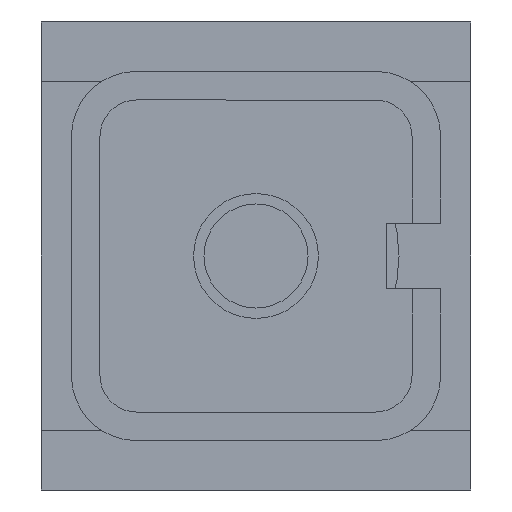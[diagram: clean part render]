
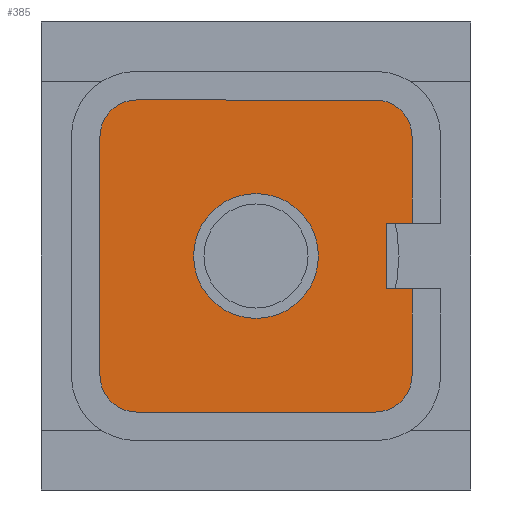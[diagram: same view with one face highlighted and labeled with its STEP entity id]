
A CAD part, front view. The second image highlights one B-rep face of the part: STEP entity #385.
In plain terms, the highlighted planar face has unit normal (0, -1, 0).
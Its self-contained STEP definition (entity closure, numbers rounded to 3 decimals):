
#26 = LINE ( 'NONE', #3317, #3056 ) ;
#59 = EDGE_CURVE ( 'NONE', #456, #2062, #538, .T. ) ;
#66 = DIRECTION ( 'NONE',  ( -1., 0., 0. ) ) ;
#76 = AXIS2_PLACEMENT_3D ( 'NONE', #2152, #128, #3321 ) ;
#95 = CARTESIAN_POINT ( 'NONE',  ( 4.6, 0., 4.6 ) ) ;
#128 = DIRECTION ( 'NONE',  ( 0., -1., 0. ) ) ;
#171 = VERTEX_POINT ( 'NONE', #2549 ) ;
#279 = CARTESIAN_POINT ( 'NONE',  ( 6., 0., -4.6 ) ) ;
#385 = ADVANCED_FACE ( 'NONE', ( #2302, #1602 ), #2386, .T. ) ;
#386 = DIRECTION ( 'NONE',  ( 0., 0., -1. ) ) ;
#449 = VERTEX_POINT ( 'NONE', #1392 ) ;
#456 = VERTEX_POINT ( 'NONE', #3609 ) ;
#481 = VECTOR ( 'NONE', #2444, 1000. ) ;
#498 = ORIENTED_EDGE ( 'NONE', *, *, #3792, .T. ) ;
#538 = CIRCLE ( 'NONE', #1512, 2.4 ) ;
#571 = EDGE_CURVE ( 'NONE', #2439, #449, #769, .T. ) ;
#584 = AXIS2_PLACEMENT_3D ( 'NONE', #2101, #2701, #930 ) ;
#606 = CARTESIAN_POINT ( 'NONE',  ( 4.6, 0., 6. ) ) ;
#612 = ORIENTED_EDGE ( 'NONE', *, *, #1409, .T. ) ;
#629 = DIRECTION ( 'NONE',  ( 0., -1., 0. ) ) ;
#635 = DIRECTION ( 'NONE',  ( 0., -1., 0. ) ) ;
#671 = DIRECTION ( 'NONE',  ( 0., 0., -1. ) ) ;
#717 = CARTESIAN_POINT ( 'NONE',  ( 0., 0., 0. ) ) ;
#757 = CIRCLE ( 'NONE', #76, 1.4 ) ;
#758 = VECTOR ( 'NONE', #2618, 1000. ) ;
#767 = ORIENTED_EDGE ( 'NONE', *, *, #2932, .T. ) ;
#769 = LINE ( 'NONE', #1830, #3702 ) ;
#781 = EDGE_CURVE ( 'NONE', #2439, #2978, #26, .T. ) ;
#794 = ORIENTED_EDGE ( 'NONE', *, *, #781, .T. ) ;
#930 = DIRECTION ( 'NONE',  ( 0., 0., -1. ) ) ;
#1006 = DIRECTION ( 'NONE',  ( 0., 0., -1. ) ) ;
#1017 = LINE ( 'NONE', #1544, #3273 ) ;
#1031 = EDGE_CURVE ( 'NONE', #1077, #449, #3508, .T. ) ;
#1056 = AXIS2_PLACEMENT_3D ( 'NONE', #2397, #629, #2699 ) ;
#1064 = ORIENTED_EDGE ( 'NONE', *, *, #571, .F. ) ;
#1065 = VECTOR ( 'NONE', #3592, 1000. ) ;
#1077 = VERTEX_POINT ( 'NONE', #1733 ) ;
#1166 = AXIS2_PLACEMENT_3D ( 'NONE', #3214, #3004, #671 ) ;
#1197 = EDGE_CURVE ( 'NONE', #2329, #1620, #3648, .T. ) ;
#1221 = AXIS2_PLACEMENT_3D ( 'NONE', #95, #2149, #386 ) ;
#1255 = LINE ( 'NONE', #1510, #3429 ) ;
#1279 = EDGE_CURVE ( 'NONE', #1391, #2329, #1902, .T. ) ;
#1317 = EDGE_CURVE ( 'NONE', #3353, #1391, #1017, .T. ) ;
#1342 = EDGE_CURVE ( 'NONE', #2062, #456, #3194, .T. ) ;
#1391 = VERTEX_POINT ( 'NONE', #2226 ) ;
#1392 = CARTESIAN_POINT ( 'NONE',  ( 1.26, 0., -5. ) ) ;
#1409 = EDGE_CURVE ( 'NONE', #1432, #3741, #1531, .T. ) ;
#1432 = VERTEX_POINT ( 'NONE', #1718 ) ;
#1510 = CARTESIAN_POINT ( 'NONE',  ( -1.26, 0., 4.6 ) ) ;
#1512 = AXIS2_PLACEMENT_3D ( 'NONE', #717, #2783, #1006 ) ;
#1531 = LINE ( 'NONE', #279, #758 ) ;
#1537 = CARTESIAN_POINT ( 'NONE',  ( 4.6, 0., -6. ) ) ;
#1544 = CARTESIAN_POINT ( 'NONE',  ( 4.6, 0., 6. ) ) ;
#1559 = CARTESIAN_POINT ( 'NONE',  ( -4.6, 0., -6. ) ) ;
#1588 = CARTESIAN_POINT ( 'NONE',  ( -6., 0., 4.6 ) ) ;
#1602 = FACE_BOUND ( 'NONE', #1930, .T. ) ;
#1620 = VERTEX_POINT ( 'NONE', #2193 ) ;
#1712 = ORIENTED_EDGE ( 'NONE', *, *, #59, .F. ) ;
#1714 = VERTEX_POINT ( 'NONE', #2747 ) ;
#1718 = CARTESIAN_POINT ( 'NONE',  ( 6., 0., -4.6 ) ) ;
#1732 = ORIENTED_EDGE ( 'NONE', *, *, #2844, .T. ) ;
#1733 = CARTESIAN_POINT ( 'NONE',  ( -1.26, 0., -5. ) ) ;
#1830 = CARTESIAN_POINT ( 'NONE',  ( 1.26, 0., 4.6 ) ) ;
#1902 = CIRCLE ( 'NONE', #3415, 1.4 ) ;
#1930 = EDGE_LOOP ( 'NONE', ( #3356, #1712 ) ) ;
#2051 = DIRECTION ( 'NONE',  ( 0., 0., -1. ) ) ;
#2062 = VERTEX_POINT ( 'NONE', #2173 ) ;
#2089 = DIRECTION ( 'NONE',  ( 0., 0., -1. ) ) ;
#2095 = EDGE_CURVE ( 'NONE', #1077, #1714, #1255, .T. ) ;
#2101 = CARTESIAN_POINT ( 'NONE',  ( -4.6, 0., 4.6 ) ) ;
#2125 = ORIENTED_EDGE ( 'NONE', *, *, #1031, .T. ) ;
#2149 = DIRECTION ( 'NONE',  ( 0., -1., 0. ) ) ;
#2152 = CARTESIAN_POINT ( 'NONE',  ( 4.6, 0., -4.6 ) ) ;
#2173 = CARTESIAN_POINT ( 'NONE',  ( 0., 0., 2.4 ) ) ;
#2193 = CARTESIAN_POINT ( 'NONE',  ( -6., 0., -4.6 ) ) ;
#2198 = DIRECTION ( 'NONE',  ( 0., 0., 1. ) ) ;
#2226 = CARTESIAN_POINT ( 'NONE',  ( -4.6, 0., 6. ) ) ;
#2227 = EDGE_LOOP ( 'NONE', ( #2518, #2125, #1064, #794, #1732, #612, #498, #2259, #3169, #2883, #767, #3139 ) ) ;
#2259 = ORIENTED_EDGE ( 'NONE', *, *, #1317, .T. ) ;
#2302 = FACE_OUTER_BOUND ( 'NONE', #2227, .T. ) ;
#2329 = VERTEX_POINT ( 'NONE', #1588 ) ;
#2386 = PLANE ( 'NONE',  #584 ) ;
#2397 = CARTESIAN_POINT ( 'NONE',  ( -4.6, 0., -4.6 ) ) ;
#2439 = VERTEX_POINT ( 'NONE', #3720 ) ;
#2444 = DIRECTION ( 'NONE',  ( 1., 0., 0. ) ) ;
#2518 = ORIENTED_EDGE ( 'NONE', *, *, #2095, .F. ) ;
#2549 = CARTESIAN_POINT ( 'NONE',  ( -4.6, 0., -6. ) ) ;
#2618 = DIRECTION ( 'NONE',  ( 0., 0., 1. ) ) ;
#2630 = DIRECTION ( 'NONE',  ( 0., 0., -1. ) ) ;
#2643 = CIRCLE ( 'NONE', #1221, 1.4 ) ;
#2699 = DIRECTION ( 'NONE',  ( 0., 0., -1. ) ) ;
#2701 = DIRECTION ( 'NONE',  ( 0., -1., 0. ) ) ;
#2747 = CARTESIAN_POINT ( 'NONE',  ( -1.26, 0., -6. ) ) ;
#2783 = DIRECTION ( 'NONE',  ( 0., -1., 0. ) ) ;
#2844 = EDGE_CURVE ( 'NONE', #2978, #1432, #757, .T. ) ;
#2877 = VECTOR ( 'NONE', #2051, 1000. ) ;
#2883 = ORIENTED_EDGE ( 'NONE', *, *, #1197, .T. ) ;
#2932 = EDGE_CURVE ( 'NONE', #1620, #171, #3505, .T. ) ;
#2978 = VERTEX_POINT ( 'NONE', #1537 ) ;
#3004 = DIRECTION ( 'NONE',  ( 0., -1., 0. ) ) ;
#3056 = VECTOR ( 'NONE', #3311, 1000. ) ;
#3076 = CARTESIAN_POINT ( 'NONE',  ( -4.6, 0., 4.6 ) ) ;
#3139 = ORIENTED_EDGE ( 'NONE', *, *, #3794, .T. ) ;
#3169 = ORIENTED_EDGE ( 'NONE', *, *, #1279, .T. ) ;
#3194 = CIRCLE ( 'NONE', #1166, 2.4 ) ;
#3214 = CARTESIAN_POINT ( 'NONE',  ( 0., 0., 0. ) ) ;
#3273 = VECTOR ( 'NONE', #66, 1000. ) ;
#3301 = CARTESIAN_POINT ( 'NONE',  ( 6., 0., 4.6 ) ) ;
#3311 = DIRECTION ( 'NONE',  ( 1., 0., 0. ) ) ;
#3317 = CARTESIAN_POINT ( 'NONE',  ( -4.6, 0., -6. ) ) ;
#3321 = DIRECTION ( 'NONE',  ( 0., 0., -1. ) ) ;
#3341 = CARTESIAN_POINT ( 'NONE',  ( -4.6, 0., -5. ) ) ;
#3353 = VERTEX_POINT ( 'NONE', #606 ) ;
#3356 = ORIENTED_EDGE ( 'NONE', *, *, #1342, .F. ) ;
#3415 = AXIS2_PLACEMENT_3D ( 'NONE', #3076, #635, #2630 ) ;
#3416 = LINE ( 'NONE', #1559, #1065 ) ;
#3429 = VECTOR ( 'NONE', #2089, 1000. ) ;
#3505 = CIRCLE ( 'NONE', #1056, 1.4 ) ;
#3508 = LINE ( 'NONE', #3341, #481 ) ;
#3592 = DIRECTION ( 'NONE',  ( 1., 0., 0. ) ) ;
#3609 = CARTESIAN_POINT ( 'NONE',  ( 0., 0., -2.4 ) ) ;
#3648 = LINE ( 'NONE', #3797, #2877 ) ;
#3702 = VECTOR ( 'NONE', #2198, 1000. ) ;
#3720 = CARTESIAN_POINT ( 'NONE',  ( 1.26, 0., -6. ) ) ;
#3741 = VERTEX_POINT ( 'NONE', #3301 ) ;
#3792 = EDGE_CURVE ( 'NONE', #3741, #3353, #2643, .T. ) ;
#3794 = EDGE_CURVE ( 'NONE', #171, #1714, #3416, .T. ) ;
#3797 = CARTESIAN_POINT ( 'NONE',  ( -6., 0., 4.6 ) ) ;
